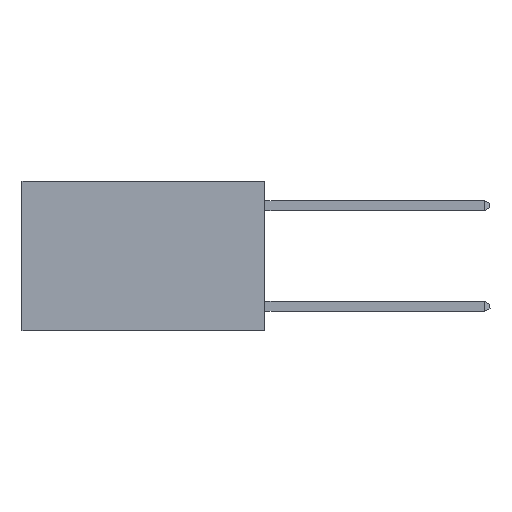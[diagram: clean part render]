
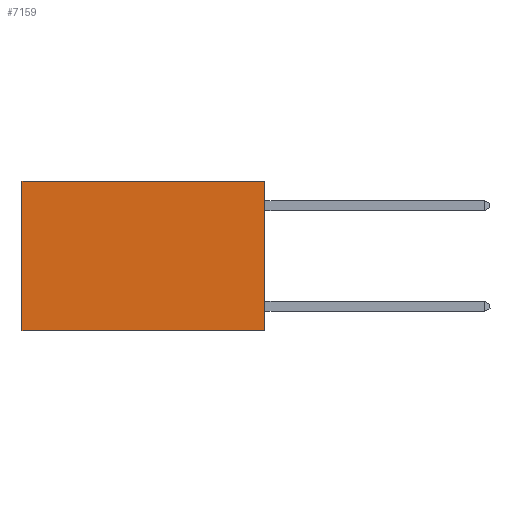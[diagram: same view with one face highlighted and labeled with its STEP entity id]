
A CAD part, left-side view. The second image highlights one B-rep face of the part: STEP entity #7159.
In plain terms, the highlighted planar face has unit normal (-1, 0, 0).
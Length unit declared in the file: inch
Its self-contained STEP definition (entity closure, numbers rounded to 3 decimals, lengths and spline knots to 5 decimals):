
#229 = EDGE_LOOP ( 'NONE', ( #6342, #1078, #3098, #4568 ) ) ;
#282 = VERTEX_POINT ( 'NONE', #6954 ) ;
#368 = LINE ( 'NONE', #7069, #5036 ) ;
#1078 = ORIENTED_EDGE ( 'NONE', *, *, #5275, .F. ) ;
#1567 = DIRECTION ( 'NONE',  ( 0., 0., -1. ) ) ;
#1646 = CARTESIAN_POINT ( 'NONE',  ( 0.2625, 0., 0. ) ) ;
#1957 = PLANE ( 'NONE',  #7123 ) ;
#1962 = FACE_OUTER_BOUND ( 'NONE', #229, .T. ) ;
#2190 = EDGE_CURVE ( 'NONE', #282, #3990, #6961, .T. ) ;
#2269 = LINE ( 'NONE', #1646, #9029 ) ;
#3098 = ORIENTED_EDGE ( 'NONE', *, *, #3411, .F. ) ;
#3411 = EDGE_CURVE ( 'NONE', #282, #10950, #2269, .T. ) ;
#3826 = DIRECTION ( 'NONE',  ( 1., 0., 0. ) ) ;
#3990 = VERTEX_POINT ( 'NONE', #10018 ) ;
#4550 = VERTEX_POINT ( 'NONE', #7689 ) ;
#4568 = ORIENTED_EDGE ( 'NONE', *, *, #2190, .T. ) ;
#4924 = VECTOR ( 'NONE', #10245, 39.37008 ) ;
#5036 = VECTOR ( 'NONE', #7971, 39.37008 ) ;
#5275 = EDGE_CURVE ( 'NONE', #10950, #4550, #10915, .T. ) ;
#5864 = DIRECTION ( 'NONE',  ( 0., 1., 0. ) ) ;
#6029 = EDGE_CURVE ( 'NONE', #3990, #4550, #368, .T. ) ;
#6246 = CARTESIAN_POINT ( 'NONE',  ( 0.2625, 0., 0. ) ) ;
#6342 = ORIENTED_EDGE ( 'NONE', *, *, #6029, .T. ) ;
#6954 = CARTESIAN_POINT ( 'NONE',  ( 0.2625, 0., 0. ) ) ;
#6961 = LINE ( 'NONE', #6246, #4924 ) ;
#7069 = CARTESIAN_POINT ( 'NONE',  ( 0.2625, 0.6, 0. ) ) ;
#7123 = AXIS2_PLACEMENT_3D ( 'NONE', #8235, #3826, #9856 ) ;
#7159 = ADVANCED_FACE ( 'NONE', ( #1962 ), #1957, .F. ) ;
#7642 = CARTESIAN_POINT ( 'NONE',  ( 0.2625, 0., -0.37 ) ) ;
#7689 = CARTESIAN_POINT ( 'NONE',  ( 0.2625, 0.6, -0.37 ) ) ;
#7971 = DIRECTION ( 'NONE',  ( 0., 0., -1. ) ) ;
#8235 = CARTESIAN_POINT ( 'NONE',  ( 0.2625, 0., 0. ) ) ;
#8577 = VECTOR ( 'NONE', #5864, 39.37008 ) ;
#8762 = CARTESIAN_POINT ( 'NONE',  ( 0.2625, 0., -0.37 ) ) ;
#9029 = VECTOR ( 'NONE', #1567, 39.37008 ) ;
#9856 = DIRECTION ( 'NONE',  ( 0., 0., -1. ) ) ;
#10018 = CARTESIAN_POINT ( 'NONE',  ( 0.2625, 0.6, 0. ) ) ;
#10245 = DIRECTION ( 'NONE',  ( 0., 1., 0. ) ) ;
#10915 = LINE ( 'NONE', #7642, #8577 ) ;
#10950 = VERTEX_POINT ( 'NONE', #8762 ) ;
